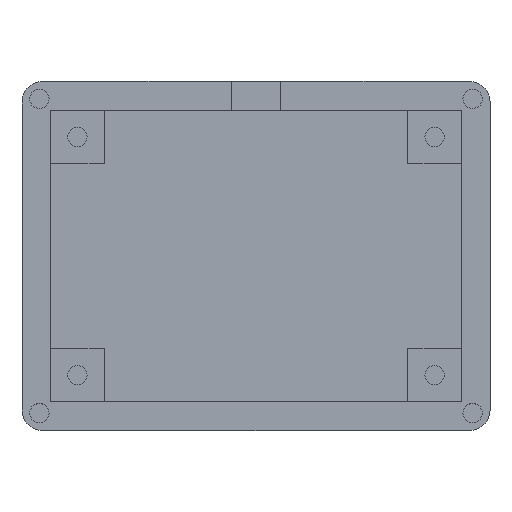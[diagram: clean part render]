
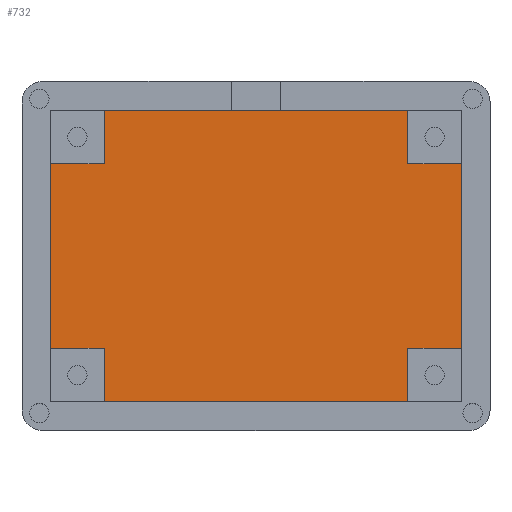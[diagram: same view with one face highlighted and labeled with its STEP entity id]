
A CAD part, top view. The second image highlights one B-rep face of the part: STEP entity #732.
In plain terms, the highlighted planar face has unit normal (0, 0, 1).
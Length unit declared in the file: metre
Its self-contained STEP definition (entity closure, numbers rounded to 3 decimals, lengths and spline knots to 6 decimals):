
#64=ORIENTED_EDGE('',*,*,#258,.F.);
#65=ORIENTED_EDGE('',*,*,#263,.T.);
#66=ORIENTED_EDGE('',*,*,#264,.T.);
#67=ORIENTED_EDGE('',*,*,#255,.F.);
#68=ORIENTED_EDGE('',*,*,#265,.F.);
#69=ORIENTED_EDGE('',*,*,#266,.T.);
#70=ORIENTED_EDGE('',*,*,#267,.T.);
#71=ORIENTED_EDGE('',*,*,#268,.F.);
#72=ORIENTED_EDGE('',*,*,#269,.F.);
#73=ORIENTED_EDGE('',*,*,#270,.T.);
#74=ORIENTED_EDGE('',*,*,#271,.T.);
#75=ORIENTED_EDGE('',*,*,#272,.F.);
#255=EDGE_CURVE('',#355,#349,#427,.T.);
#258=EDGE_CURVE('',#357,#358,#430,.T.);
#263=EDGE_CURVE('',#357,#362,#435,.T.);
#264=EDGE_CURVE('',#362,#349,#436,.T.);
#265=EDGE_CURVE('',#363,#355,#437,.T.);
#266=EDGE_CURVE('',#363,#364,#438,.T.);
#267=EDGE_CURVE('',#364,#365,#439,.T.);
#268=EDGE_CURVE('',#366,#365,#440,.T.);
#269=EDGE_CURVE('',#367,#366,#441,.T.);
#270=EDGE_CURVE('',#367,#368,#442,.T.);
#271=EDGE_CURVE('',#368,#369,#443,.T.);
#272=EDGE_CURVE('',#358,#369,#444,.T.);
#349=VERTEX_POINT('',#1081);
#355=VERTEX_POINT('',#1093);
#357=VERTEX_POINT('',#1099);
#358=VERTEX_POINT('',#1101);
#362=VERTEX_POINT('',#1111);
#363=VERTEX_POINT('',#1114);
#364=VERTEX_POINT('',#1116);
#365=VERTEX_POINT('',#1118);
#366=VERTEX_POINT('',#1120);
#367=VERTEX_POINT('',#1122);
#368=VERTEX_POINT('',#1124);
#369=VERTEX_POINT('',#1126);
#427=LINE('',#1094,#503);
#430=LINE('',#1100,#506);
#435=LINE('',#1110,#511);
#436=LINE('',#1112,#512);
#437=LINE('',#1113,#513);
#438=LINE('',#1115,#514);
#439=LINE('',#1117,#515);
#440=LINE('',#1119,#516);
#441=LINE('',#1121,#517);
#442=LINE('',#1123,#518);
#443=LINE('',#1125,#519);
#444=LINE('',#1127,#520);
#503=VECTOR('',#870,1.);
#506=VECTOR('',#875,1.);
#511=VECTOR('',#882,1.);
#512=VECTOR('',#883,1.);
#513=VECTOR('',#884,1.);
#514=VECTOR('',#885,1.);
#515=VECTOR('',#886,1.);
#516=VECTOR('',#887,1.);
#517=VECTOR('',#888,1.);
#518=VECTOR('',#889,1.);
#519=VECTOR('',#890,1.);
#520=VECTOR('',#891,1.);
#574=EDGE_LOOP('',(#64,#65,#66,#67,#68,#69,#70,#71,#72,#73,#74,#75));
#636=FACE_BOUND('',#574,.T.);
#698=PLANE('',#791);
#732=ADVANCED_FACE('',(#636),#698,.T.);
#791=AXIS2_PLACEMENT_3D('',#1109,#880,#881);
#870=DIRECTION('',(-1.,0.,0.));
#875=DIRECTION('',(0.,1.,0.));
#880=DIRECTION('',(0.,0.,1.));
#881=DIRECTION('',(1.,0.,0.));
#882=DIRECTION('',(1.,0.,0.));
#883=DIRECTION('',(0.,-1.,0.));
#884=DIRECTION('',(0.,-1.,0.));
#885=DIRECTION('',(1.,0.,0.));
#886=DIRECTION('',(0.,1.,0.));
#887=DIRECTION('',(1.,0.,0.));
#888=DIRECTION('',(0.,-1.,0.));
#889=DIRECTION('',(-1.,0.,0.));
#890=DIRECTION('',(0.,-1.,0.));
#891=DIRECTION('',(1.,0.,0.));
#1081=CARTESIAN_POINT('',(-0.037,-0.0355,0.002));
#1093=CARTESIAN_POINT('',(0.037,-0.0355,0.002));
#1094=CARTESIAN_POINT('',(0.,-0.0355,0.002));
#1099=CARTESIAN_POINT('',(-0.05,-0.0225,0.002));
#1100=CARTESIAN_POINT('',(-0.05,0.,0.002));
#1101=CARTESIAN_POINT('',(-0.05,0.0225,0.002));
#1109=CARTESIAN_POINT('',(0.,0.,0.002));
#1110=CARTESIAN_POINT('',(-0.0435,-0.0225,0.002));
#1111=CARTESIAN_POINT('',(-0.037,-0.0225,0.002));
#1112=CARTESIAN_POINT('',(-0.037,-0.029,0.002));
#1113=CARTESIAN_POINT('',(0.037,-0.029,0.002));
#1114=CARTESIAN_POINT('',(0.037,-0.0225,0.002));
#1115=CARTESIAN_POINT('',(0.0435,-0.0225,0.002));
#1116=CARTESIAN_POINT('',(0.05,-0.0225,0.002));
#1117=CARTESIAN_POINT('',(0.05,0.,0.002));
#1118=CARTESIAN_POINT('',(0.05,0.0225,0.002));
#1119=CARTESIAN_POINT('',(0.0435,0.0225,0.002));
#1120=CARTESIAN_POINT('',(0.037,0.0225,0.002));
#1121=CARTESIAN_POINT('',(0.037,0.029,0.002));
#1122=CARTESIAN_POINT('',(0.037,0.0355,0.002));
#1123=CARTESIAN_POINT('',(0.,0.0355,0.002));
#1124=CARTESIAN_POINT('',(-0.037,0.0355,0.002));
#1125=CARTESIAN_POINT('',(-0.037,0.029,0.002));
#1126=CARTESIAN_POINT('',(-0.037,0.0225,0.002));
#1127=CARTESIAN_POINT('',(-0.0435,0.0225,0.002));
